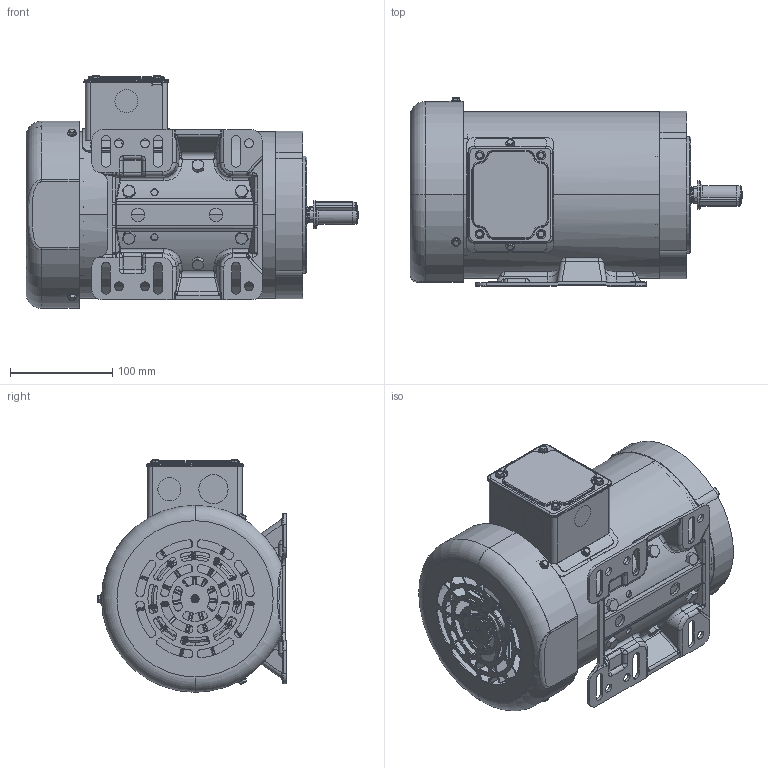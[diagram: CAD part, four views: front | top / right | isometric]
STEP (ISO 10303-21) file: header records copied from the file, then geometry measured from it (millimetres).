
FILE_DESCRIPTION(('STEP AP203'),'1');
FILE_NAME('NSP56HC2-2.stp','2017-02-07T01:58:02',(' '),(' '),'Spatial InterOp 3D',' ',' ');
FILE_SCHEMA(('CONFIG_CONTROL_DESIGN'));
Length unit declared in the file: millimetre
Products named in the file (42): NSP56HC 192; NAUO1
Assembly tree (41 placements, depth 2):
  NSP56HC 192
    NAUO1
    NAUO1
    NAUO1
    NAUO1
    NAUO1
    NAUO1
    NAUO1
    NAUO1
    NAUO1
    NAUO1
    NAUO1
    NAUO1
    NAUO1
    NAUO1
    NAUO1
    NAUO1
    NAUO1
    NAUO1
    NAUO1
    NAUO1
    NAUO1
    NAUO1
    NAUO1
    NAUO1
    NAUO1
    NAUO1
    NAUO1
    NAUO1
    NAUO1
    NAUO1
    NAUO1
    NAUO1
    NAUO1
    NAUO1
    NAUO1
    NAUO1
    NAUO1
    NAUO1
    NAUO1
    NAUO1
    NAUO1
Bounding box: 324.1 x 183.73 x 227.03 mm (x, y, z)
Volume: 750506.6 mm3; surface area: 649705.7 mm2
Topology: 41 solids, 41 shells, 3711 faces, 9175 edges, 5467 vertices
Faces by surface type: cylinder 1184, bspline 968, plane 861, cone 267, torus 255, sphere 176
Entity records: 150027 total; most frequent: CARTESIAN_POINT 67463, ORIENTED_EDGE 18016, DIRECTION 15465, EDGE_CURVE 9008, AXIS2_PLACEMENT_3D 6268, VERTEX_POINT 5455, EDGE_LOOP 3995, ADVANCED_FACE 3711
